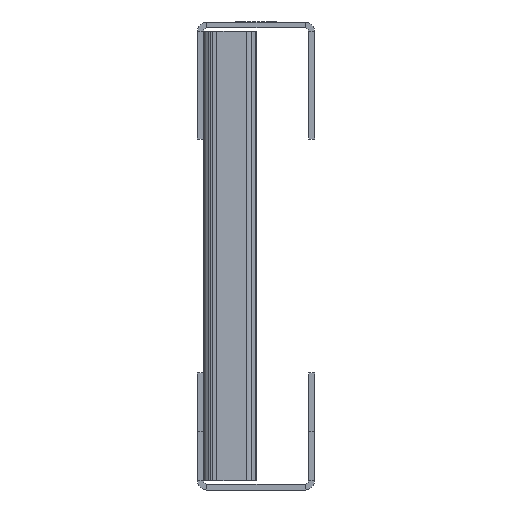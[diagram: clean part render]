
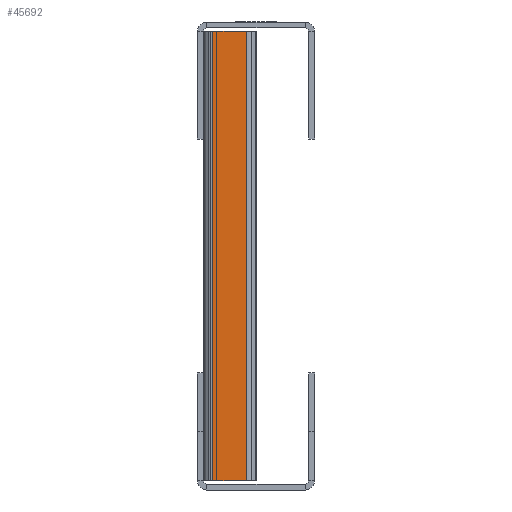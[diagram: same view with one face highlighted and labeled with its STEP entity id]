
A CAD part, left-side view. The second image highlights one B-rep face of the part: STEP entity #45692.
In plain terms, the highlighted face is planar.
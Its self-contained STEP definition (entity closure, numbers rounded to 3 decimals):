
#42944=DIRECTION('',(0.,-1.,0.));
#42945=VECTOR('',#42944,14.5);
#42946=CARTESIAN_POINT('',(-96.,18.5,-20.));
#42947=LINE('',#42946,#42945);
#42948=DIRECTION('',(0.,-1.,0.));
#42949=VECTOR('',#42948,14.5);
#42950=CARTESIAN_POINT('',(96.,18.5,-20.));
#42951=LINE('',#42950,#42949);
#42956=DIRECTION('',(1.,0.,0.));
#42957=VECTOR('',#42956,192.);
#42958=CARTESIAN_POINT('',(-96.,4.,-20.));
#42959=LINE('',#42958,#42957);
#43024=DIRECTION('',(-1.,0.,0.));
#43025=VECTOR('',#43024,192.);
#43026=CARTESIAN_POINT('',(96.,18.5,-20.));
#43027=LINE('',#43026,#43025);
#44915=CARTESIAN_POINT('',(96.,4.,-20.));
#44916=VERTEX_POINT('',#44915);
#44920=CARTESIAN_POINT('',(-96.,4.,-20.));
#44922=VERTEX_POINT('',#44920);
#44923=CARTESIAN_POINT('',(-96.,18.5,-20.));
#44924=VERTEX_POINT('',#44923);
#44928=CARTESIAN_POINT('',(96.,18.5,-20.));
#44930=VERTEX_POINT('',#44928);
#45678=CARTESIAN_POINT('',(96.,4.,-20.));
#45679=DIRECTION('',(0.,0.,1.));
#45680=DIRECTION('',(1.,0.,0.));
#45681=AXIS2_PLACEMENT_3D('',#45678,#45679,#45680);
#45682=PLANE('',#45681);
#45683=ORIENTED_EDGE('',*,*,#45668,.T.);
#45685=ORIENTED_EDGE('',*,*,#45684,.T.);
#45687=ORIENTED_EDGE('',*,*,#45686,.F.);
#45689=ORIENTED_EDGE('',*,*,#45688,.T.);
#45690=EDGE_LOOP('',(#45683,#45685,#45687,#45689));
#45691=FACE_OUTER_BOUND('',#45690,.F.);
#45692=ADVANCED_FACE('',(#45691),#45682,.F.);
#45668=EDGE_CURVE('',#44924,#44922,#42947,.T.);
#45684=EDGE_CURVE('',#44922,#44916,#42959,.T.);
#45686=EDGE_CURVE('',#44930,#44916,#42951,.T.);
#45688=EDGE_CURVE('',#44930,#44924,#43027,.T.);
